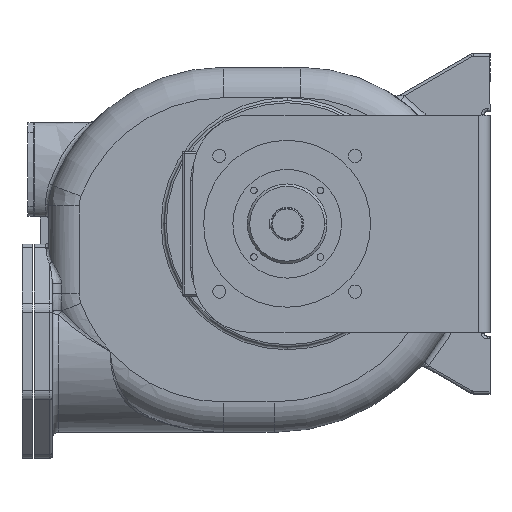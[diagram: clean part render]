
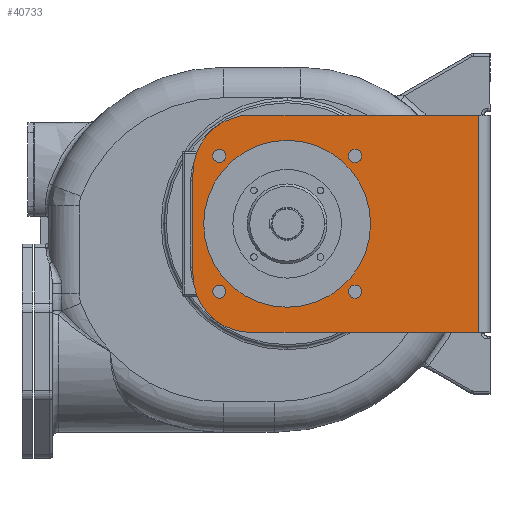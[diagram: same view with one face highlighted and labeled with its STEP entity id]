
A CAD part, left-side view. The second image highlights one B-rep face of the part: STEP entity #40733.
In plain terms, the highlighted planar face has unit normal (-1, 0, 0).
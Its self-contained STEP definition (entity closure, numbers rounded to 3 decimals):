
#15682=DIRECTION('',(0.,0.,1.));
#15683=VECTOR('',#15682,300.);
#15684=CARTESIAN_POINT('',(-557.5,16.,-150.));
#15685=LINE('',#15684,#15683);
#15861=CARTESIAN_POINT('',(-557.5,330.,-70.));
#15862=DIRECTION('',(1.,0.,0.));
#15863=DIRECTION('',(0.,0.,-1.));
#15864=AXIS2_PLACEMENT_3D('',#15861,#15862,#15863);
#15866=DIRECTION('',(0.,0.,1.));
#15867=VECTOR('',#15866,140.);
#15868=CARTESIAN_POINT('',(-557.5,410.,-70.));
#15869=LINE('',#15868,#15867);
#15870=CARTESIAN_POINT('',(-557.5,330.,70.));
#15871=DIRECTION('',(1.,0.,0.));
#15872=DIRECTION('',(0.,1.,0.));
#15873=AXIS2_PLACEMENT_3D('',#15870,#15871,#15872);
#15875=DIRECTION('',(0.,-1.,0.));
#15876=VECTOR('',#15875,314.);
#15877=CARTESIAN_POINT('',(-557.5,330.,150.));
#15878=LINE('',#15877,#15876);
#15879=DIRECTION('',(0.,1.,0.));
#15880=VECTOR('',#15879,314.);
#15881=CARTESIAN_POINT('',(-557.5,16.,-150.));
#15882=LINE('',#15881,#15880);
#15883=CARTESIAN_POINT('',(-557.5,280.,0.));
#15884=DIRECTION('',(-1.,0.,0.));
#15885=DIRECTION('',(0.,-1.,0.));
#15886=AXIS2_PLACEMENT_3D('',#15883,#15884,#15885);
#15888=CARTESIAN_POINT('',(-557.5,280.,0.));
#15889=DIRECTION('',(-1.,0.,0.));
#15890=DIRECTION('',(0.,1.,0.));
#15891=AXIS2_PLACEMENT_3D('',#15888,#15889,#15890);
#15893=CARTESIAN_POINT('',(-557.5,373.692,-93.692));
#15894=DIRECTION('',(-1.,0.,0.));
#15895=DIRECTION('',(0.,-1.,0.));
#15896=AXIS2_PLACEMENT_3D('',#15893,#15894,#15895);
#15898=CARTESIAN_POINT('',(-557.5,373.692,-93.692));
#15899=DIRECTION('',(-1.,0.,0.));
#15900=DIRECTION('',(0.,1.,0.));
#15901=AXIS2_PLACEMENT_3D('',#15898,#15899,#15900);
#15903=CARTESIAN_POINT('',(-557.5,186.308,-93.692));
#15904=DIRECTION('',(-1.,0.,0.));
#15905=DIRECTION('',(0.,0.,1.));
#15906=AXIS2_PLACEMENT_3D('',#15903,#15904,#15905);
#15908=CARTESIAN_POINT('',(-557.5,186.308,-93.692));
#15909=DIRECTION('',(-1.,0.,0.));
#15910=DIRECTION('',(0.,0.,-1.));
#15911=AXIS2_PLACEMENT_3D('',#15908,#15909,#15910);
#15913=CARTESIAN_POINT('',(-557.5,186.308,93.692));
#15914=DIRECTION('',(-1.,0.,0.));
#15915=DIRECTION('',(0.,1.,0.));
#15916=AXIS2_PLACEMENT_3D('',#15913,#15914,#15915);
#15918=CARTESIAN_POINT('',(-557.5,186.308,93.692));
#15919=DIRECTION('',(-1.,0.,0.));
#15920=DIRECTION('',(0.,-1.,0.));
#15921=AXIS2_PLACEMENT_3D('',#15918,#15919,#15920);
#15923=CARTESIAN_POINT('',(-557.5,373.692,93.692));
#15924=DIRECTION('',(-1.,0.,0.));
#15925=DIRECTION('',(0.,0.,-1.));
#15926=AXIS2_PLACEMENT_3D('',#15923,#15924,#15925);
#15928=CARTESIAN_POINT('',(-557.5,373.692,93.692));
#15929=DIRECTION('',(-1.,0.,0.));
#15930=DIRECTION('',(0.,0.,1.));
#15931=AXIS2_PLACEMENT_3D('',#15928,#15929,#15930);
#23711=CARTESIAN_POINT('',(-557.5,330.,-150.));
#23713=VERTEX_POINT('',#23711);
#23714=CARTESIAN_POINT('',(-557.5,164.8,0.));
#23715=CARTESIAN_POINT('',(-557.5,395.2,0.));
#23716=VERTEX_POINT('',#23714);
#23717=VERTEX_POINT('',#23715);
#23722=CARTESIAN_POINT('',(-557.5,16.,-150.));
#23723=VERTEX_POINT('',#23722);
#23724=CARTESIAN_POINT('',(-557.5,16.,150.));
#23725=VERTEX_POINT('',#23724);
#23726=CARTESIAN_POINT('',(-557.5,330.,150.));
#23727=VERTEX_POINT('',#23726);
#23774=CARTESIAN_POINT('',(-557.5,410.,-70.));
#23775=VERTEX_POINT('',#23774);
#23776=CARTESIAN_POINT('',(-557.5,410.,70.));
#23777=VERTEX_POINT('',#23776);
#23778=CARTESIAN_POINT('',(-557.5,364.692,-93.692));
#23779=CARTESIAN_POINT('',(-557.5,382.692,-93.692));
#23780=VERTEX_POINT('',#23778);
#23781=VERTEX_POINT('',#23779);
#23782=CARTESIAN_POINT('',(-557.5,186.308,-84.692));
#23783=CARTESIAN_POINT('',(-557.5,186.308,-102.692));
#23784=VERTEX_POINT('',#23782);
#23785=VERTEX_POINT('',#23783);
#23786=CARTESIAN_POINT('',(-557.5,195.308,93.692));
#23787=CARTESIAN_POINT('',(-557.5,177.308,93.692));
#23788=VERTEX_POINT('',#23786);
#23789=VERTEX_POINT('',#23787);
#23790=CARTESIAN_POINT('',(-557.5,373.692,84.692));
#23791=CARTESIAN_POINT('',(-557.5,373.692,102.692));
#23792=VERTEX_POINT('',#23790);
#23793=VERTEX_POINT('',#23791);
#40690=CARTESIAN_POINT('',(-557.5,280.,0.));
#40691=DIRECTION('',(1.,0.,0.));
#40692=DIRECTION('',(0.,0.,-1.));
#40693=AXIS2_PLACEMENT_3D('',#40690,#40691,#40692);
#40694=PLANE('',#40693);
#40695=ORIENTED_EDGE('',*,*,#40684,.T.);
#40696=ORIENTED_EDGE('',*,*,#40424,.T.);
#40697=ORIENTED_EDGE('',*,*,#40443,.T.);
#40698=ORIENTED_EDGE('',*,*,#40457,.T.);
#40699=ORIENTED_EDGE('',*,*,#40487,.F.);
#40700=ORIENTED_EDGE('',*,*,#40671,.T.);
#40701=EDGE_LOOP('',(#40695,#40696,#40697,#40698,#40699,#40700));
#40702=FACE_OUTER_BOUND('',#40701,.F.);
#40704=ORIENTED_EDGE('',*,*,#40703,.T.);
#40706=ORIENTED_EDGE('',*,*,#40705,.T.);
#40707=EDGE_LOOP('',(#40704,#40706));
#40708=FACE_BOUND('',#40707,.F.);
#40710=ORIENTED_EDGE('',*,*,#40709,.T.);
#40712=ORIENTED_EDGE('',*,*,#40711,.T.);
#40713=EDGE_LOOP('',(#40710,#40712));
#40714=FACE_BOUND('',#40713,.F.);
#40716=ORIENTED_EDGE('',*,*,#40715,.T.);
#40718=ORIENTED_EDGE('',*,*,#40717,.T.);
#40719=EDGE_LOOP('',(#40716,#40718));
#40720=FACE_BOUND('',#40719,.F.);
#40722=ORIENTED_EDGE('',*,*,#40721,.T.);
#40724=ORIENTED_EDGE('',*,*,#40723,.T.);
#40725=EDGE_LOOP('',(#40722,#40724));
#40726=FACE_BOUND('',#40725,.F.);
#40728=ORIENTED_EDGE('',*,*,#40727,.T.);
#40730=ORIENTED_EDGE('',*,*,#40729,.T.);
#40731=EDGE_LOOP('',(#40728,#40730));
#40732=FACE_BOUND('',#40731,.F.);
#40733=ADVANCED_FACE('',(#40702,#40708,#40714,#40720,#40726,#40732),#40694,.F.);
#15865=CIRCLE('',#15864,80.);
#15874=CIRCLE('',#15873,80.);
#15887=CIRCLE('',#15886,115.2);
#15892=CIRCLE('',#15891,115.2);
#15897=CIRCLE('',#15896,9.);
#15902=CIRCLE('',#15901,9.);
#15907=CIRCLE('',#15906,9.);
#15912=CIRCLE('',#15911,9.);
#15917=CIRCLE('',#15916,9.);
#15922=CIRCLE('',#15921,9.);
#15927=CIRCLE('',#15926,9.);
#15932=CIRCLE('',#15931,9.);
#40424=EDGE_CURVE('',#23775,#23777,#15869,.T.);
#40443=EDGE_CURVE('',#23777,#23727,#15874,.T.);
#40457=EDGE_CURVE('',#23727,#23725,#15878,.T.);
#40487=EDGE_CURVE('',#23723,#23725,#15685,.T.);
#40671=EDGE_CURVE('',#23723,#23713,#15882,.T.);
#40684=EDGE_CURVE('',#23713,#23775,#15865,.T.);
#40703=EDGE_CURVE('',#23716,#23717,#15887,.T.);
#40705=EDGE_CURVE('',#23717,#23716,#15892,.T.);
#40709=EDGE_CURVE('',#23780,#23781,#15897,.T.);
#40711=EDGE_CURVE('',#23781,#23780,#15902,.T.);
#40715=EDGE_CURVE('',#23784,#23785,#15907,.T.);
#40717=EDGE_CURVE('',#23785,#23784,#15912,.T.);
#40721=EDGE_CURVE('',#23788,#23789,#15917,.T.);
#40723=EDGE_CURVE('',#23789,#23788,#15922,.T.);
#40727=EDGE_CURVE('',#23792,#23793,#15927,.T.);
#40729=EDGE_CURVE('',#23793,#23792,#15932,.T.);
